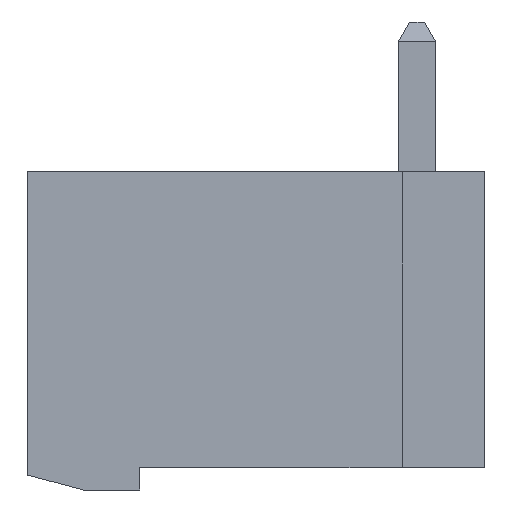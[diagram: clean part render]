
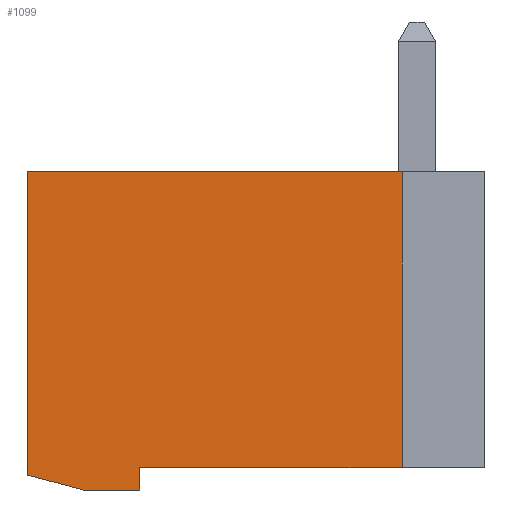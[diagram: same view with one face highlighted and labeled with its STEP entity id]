
A CAD part, front view. The second image highlights one B-rep face of the part: STEP entity #1099.
In plain terms, the highlighted planar face has unit normal (0, -1, 0).
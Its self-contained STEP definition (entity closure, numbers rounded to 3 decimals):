
#1099 = ADVANCED_FACE( '', ( #2323 ), #2324, .F. );
#2323 = FACE_OUTER_BOUND( '', #3645, .T. );
#2324 = PLANE( '', #3646 );
#3645 = EDGE_LOOP( '', ( #6862, #6863, #6864, #6865, #6866, #6867, #6868 ) );
#3646 = AXIS2_PLACEMENT_3D( '', #6869, #6870, #6871 );
#6862 = ORIENTED_EDGE( '', *, *, #9122, .T. );
#6863 = ORIENTED_EDGE( '', *, *, #7797, .T. );
#6864 = ORIENTED_EDGE( '', *, *, #8958, .T. );
#6865 = ORIENTED_EDGE( '', *, *, #9036, .T. );
#6866 = ORIENTED_EDGE( '', *, *, #8060, .T. );
#6867 = ORIENTED_EDGE( '', *, *, #8871, .T. );
#6868 = ORIENTED_EDGE( '', *, *, #8862, .T. );
#6869 = CARTESIAN_POINT( '', ( -6.6, -5., 169.8 ) );
#6870 = DIRECTION( '', ( 0., 1., 0. ) );
#6871 = DIRECTION( '', ( 1., 0., 0. ) );
#7797 = EDGE_CURVE( '', #9295, #9296, #9297, .T. );
#8060 = EDGE_CURVE( '', #9766, #9764, #9767, .T. );
#8862 = EDGE_CURVE( '', #10968, #10970, #10972, .T. );
#8871 = EDGE_CURVE( '', #9764, #10968, #10984, .T. );
#8958 = EDGE_CURVE( '', #9296, #11089, #11091, .T. );
#9036 = EDGE_CURVE( '', #11089, #9766, #11191, .T. );
#9122 = EDGE_CURVE( '', #10970, #9295, #11290, .T. );
#9295 = VERTEX_POINT( '', #11479 );
#9296 = VERTEX_POINT( '', #11480 );
#9297 = LINE( '', #11481, #11482 );
#9764 = VERTEX_POINT( '', #12141 );
#9766 = VERTEX_POINT( '', #12144 );
#9767 = LINE( '', #12145, #12146 );
#10968 = VERTEX_POINT( '', #13952 );
#10970 = VERTEX_POINT( '', #13955 );
#10972 = LINE( '', #13958, #13959 );
#10984 = LINE( '', #13976, #13977 );
#11089 = VERTEX_POINT( '', #14135 );
#11091 = LINE( '', #14138, #14139 );
#11191 = LINE( '', #14296, #14297 );
#11290 = LINE( '', #14443, #14444 );
#11479 = CARTESIAN_POINT( '', ( 0.4, -5., 170.5 ) );
#11480 = CARTESIAN_POINT( '', ( 0.4, -5., 178.4 ) );
#11481 = CARTESIAN_POINT( '', ( 0.4, -5., 178.4 ) );
#11482 = VECTOR( '', #14688, 1000. );
#12141 = CARTESIAN_POINT( '', ( -8.107, -5., 169.9 ) );
#12144 = CARTESIAN_POINT( '', ( -9.6, -5., 170.3 ) );
#12145 = CARTESIAN_POINT( '', ( -8.107, -5., 169.9 ) );
#12146 = VECTOR( '', #14972, 1000. );
#13952 = CARTESIAN_POINT( '', ( -6.6, -5., 169.9 ) );
#13955 = CARTESIAN_POINT( '', ( -6.6, -5., 170.5 ) );
#13958 = CARTESIAN_POINT( '', ( -6.6, -5., 170.3 ) );
#13959 = VECTOR( '', #15619, 1000. );
#13976 = CARTESIAN_POINT( '', ( -6.6, -5., 169.9 ) );
#13977 = VECTOR( '', #15625, 1000. );
#14135 = CARTESIAN_POINT( '', ( -9.6, -5., 178.4 ) );
#14138 = CARTESIAN_POINT( '', ( -9.6, -5., 178.4 ) );
#14139 = VECTOR( '', #15692, 1000. );
#14296 = CARTESIAN_POINT( '', ( -9.6, -5., 170.2 ) );
#14297 = VECTOR( '', #15759, 1000. );
#14443 = CARTESIAN_POINT( '', ( 0.2, -5., 170.5 ) );
#14444 = VECTOR( '', #15807, 1000. );
#14688 = DIRECTION( '', ( 0., 0., 1. ) );
#14972 = DIRECTION( '', ( 0.966, 0., -0.259 ) );
#15619 = DIRECTION( '', ( 0., 0., 1. ) );
#15625 = DIRECTION( '', ( 1., 0., 0. ) );
#15692 = DIRECTION( '', ( -1., 0., 0. ) );
#15759 = DIRECTION( '', ( 0., 0., -1. ) );
#15807 = DIRECTION( '', ( 1., 0., 0. ) );
